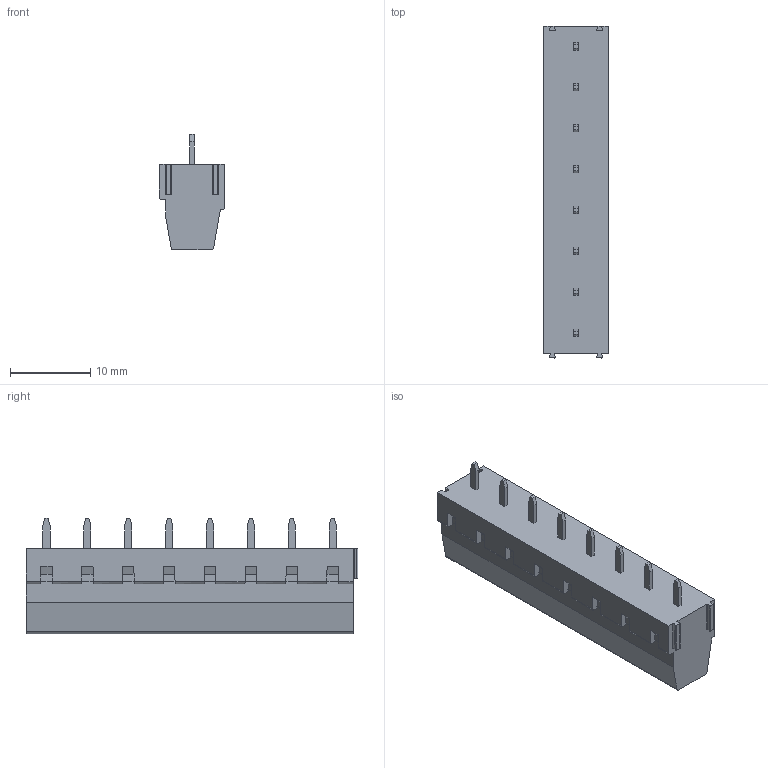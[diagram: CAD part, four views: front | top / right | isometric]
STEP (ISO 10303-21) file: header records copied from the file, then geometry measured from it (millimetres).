
FILE_DESCRIPTION( ( 'STEP AP203' ), '1' );
FILE_NAME( 'MV158-5,08-V.stp', ' ', ( ' ' ), ( ' ' ), 'PSStep 15.0.49', 'VISI 20.0', ' ' );
FILE_SCHEMA( ( 'AUTOMOTIVE_DESIGN { 1 0 10303 214 1 1 1 1 }' ) );
Length unit declared in the file: millimetre
Products named in the file (1): 1
Bounding box: 8.1 x 41.24 x 14.31 mm (x, y, z)
Volume: 2544.3 mm3; surface area: 2385.9 mm2
Topology: 1 solids, 1 shells, 343 faces, 953 edges, 636 vertices
Faces by surface type: plane 307, cylinder 36
Full cylindrical faces by diameter (mm): 3.8 x8
Entity records: 13504 total; most frequent: CARTESIAN_POINT 1973, ORIENTED_EDGE 1874, DIRECTION 1689, EDGE_CURVE 937, LINE 841, VECTOR 841, VERTEX_POINT 628, AXIS2_PLACEMENT_3D 424
